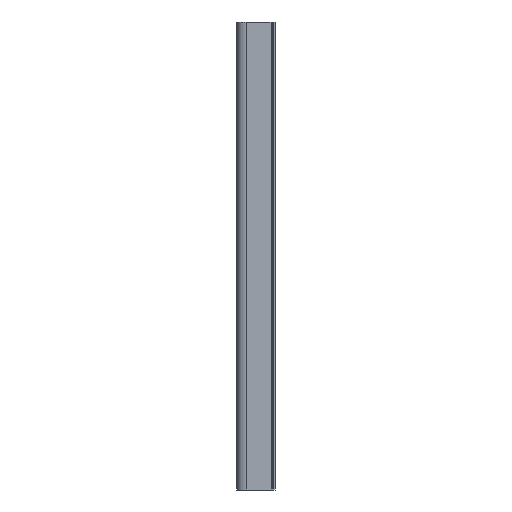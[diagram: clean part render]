
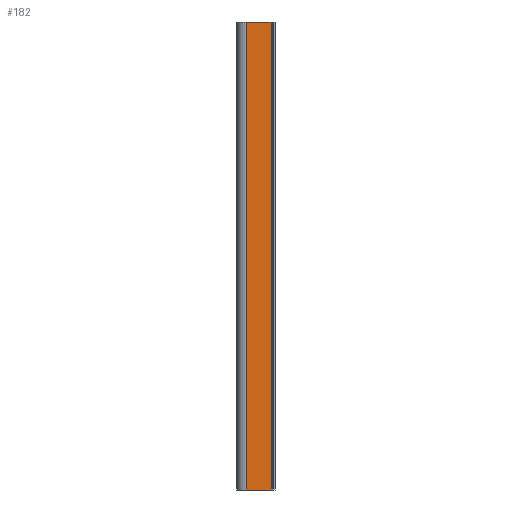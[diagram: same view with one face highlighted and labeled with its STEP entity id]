
A CAD part, left-side view. The second image highlights one B-rep face of the part: STEP entity #182.
In plain terms, the highlighted planar face has unit normal (-1, 0, 0).
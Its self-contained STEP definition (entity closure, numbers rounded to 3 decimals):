
#52 = PLANE ( 'NONE',  #849 ) ;
#53 = VECTOR ( 'NONE', #1086, 1000. ) ;
#76 = EDGE_CURVE ( 'NONE', #442, #1206, #1718, .T. ) ;
#182 = ADVANCED_FACE ( 'NONE', ( #1895 ), #52, .T. ) ;
#305 = CARTESIAN_POINT ( 'NONE',  ( -12.5, 0.2, -1000. ) ) ;
#341 = VECTOR ( 'NONE', #2019, 1000. ) ;
#353 = CARTESIAN_POINT ( 'NONE',  ( -12.5, 32.5, -390.4 ) ) ;
#437 = VERTEX_POINT ( 'NONE', #353 ) ;
#442 = VERTEX_POINT ( 'NONE', #685 ) ;
#546 = CARTESIAN_POINT ( 'NONE',  ( -12.5, 32.5, -1000. ) ) ;
#559 = LINE ( 'NONE', #305, #1063 ) ;
#568 = ORIENTED_EDGE ( 'NONE', *, *, #1376, .T. ) ;
#685 = CARTESIAN_POINT ( 'NONE',  ( -12.5, 32.5, -1000. ) ) ;
#807 = EDGE_LOOP ( 'NONE', ( #920, #1546, #1272, #568 ) ) ;
#835 = VECTOR ( 'NONE', #1915, 1000. ) ;
#849 = AXIS2_PLACEMENT_3D ( 'NONE', #546, #1725, #1882 ) ;
#920 = ORIENTED_EDGE ( 'NONE', *, *, #2047, .F. ) ;
#1014 = VERTEX_POINT ( 'NONE', #1909 ) ;
#1063 = VECTOR ( 'NONE', #1963, 1000. ) ;
#1086 = DIRECTION ( 'NONE',  ( 0., 0., 1. ) ) ;
#1094 = LINE ( 'NONE', #1727, #53 ) ;
#1206 = VERTEX_POINT ( 'NONE', #1480 ) ;
#1234 = EDGE_CURVE ( 'NONE', #442, #437, #1094, .T. ) ;
#1272 = ORIENTED_EDGE ( 'NONE', *, *, #76, .T. ) ;
#1290 = LINE ( 'NONE', #1763, #835 ) ;
#1376 = EDGE_CURVE ( 'NONE', #1206, #1014, #559, .T. ) ;
#1480 = CARTESIAN_POINT ( 'NONE',  ( -12.5, 0.2, -1000. ) ) ;
#1546 = ORIENTED_EDGE ( 'NONE', *, *, #1234, .F. ) ;
#1718 = LINE ( 'NONE', #1849, #341 ) ;
#1725 = DIRECTION ( 'NONE',  ( -1., 0., 0. ) ) ;
#1727 = CARTESIAN_POINT ( 'NONE',  ( -12.5, 32.5, -1000. ) ) ;
#1763 = CARTESIAN_POINT ( 'NONE',  ( -12.5, 32.5, -390.4 ) ) ;
#1849 = CARTESIAN_POINT ( 'NONE',  ( -12.5, 32.5, -1000. ) ) ;
#1882 = DIRECTION ( 'NONE',  ( 0., -1., 0. ) ) ;
#1895 = FACE_OUTER_BOUND ( 'NONE', #807, .T. ) ;
#1909 = CARTESIAN_POINT ( 'NONE',  ( -12.5, 0.2, -390.4 ) ) ;
#1915 = DIRECTION ( 'NONE',  ( 0., -1., 0. ) ) ;
#1963 = DIRECTION ( 'NONE',  ( 0., 0., 1. ) ) ;
#2019 = DIRECTION ( 'NONE',  ( 0., -1., 0. ) ) ;
#2047 = EDGE_CURVE ( 'NONE', #437, #1014, #1290, .T. ) ;
